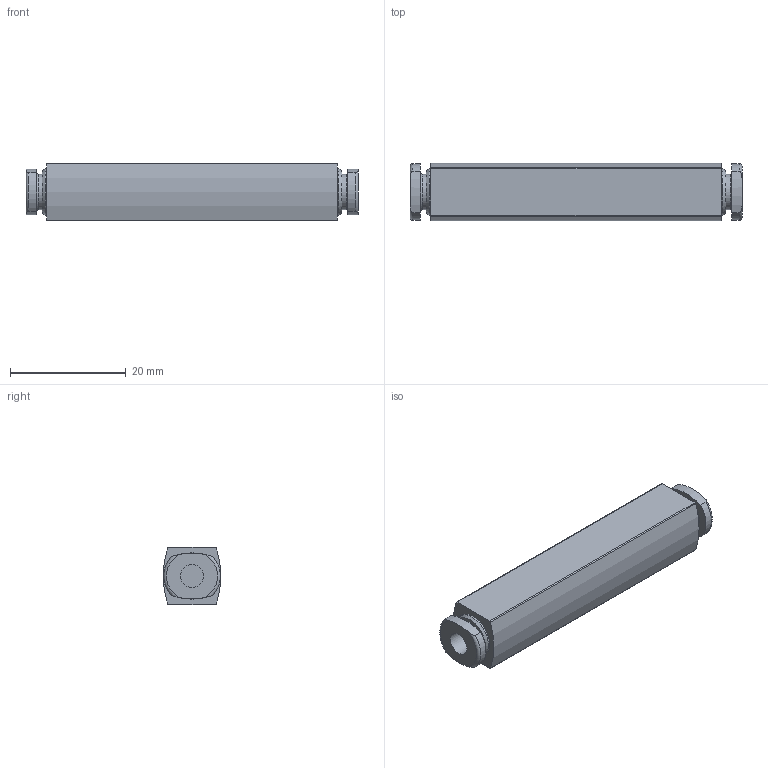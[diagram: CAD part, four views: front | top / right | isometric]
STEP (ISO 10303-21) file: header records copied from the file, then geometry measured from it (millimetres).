
FILE_DESCRIPTION(/* description */ ('STEP AP214'),/* implementation_level */ '2;1');
FILE_NAME(/* name */ '193580_VN-05-M-I2-PQ1-VQ1',/* time_stamp */ '2024-09-16T23:34:18+02:00',/* author */ ('License CC BY-ND 4.0'),/* organization */ ('CADENAS'),/* preprocessor_version */ 'ST-DEVELOPER v19.3',/* originating_system */ 'PARTsolutions',/* authorisation */ ' ');
FILE_SCHEMA (('AUTOMOTIVE_DESIGN {1 0 10303 214 3 1 1}'));
Length unit declared in the file: millimetre
Products named in the file (1): 193580 VN-05-M-I2-PQ1-VQ1
Bounding box: 57.4 x 10 x 10 mm (x, y, z)
Volume: 5018.2 mm3; surface area: 2436.4 mm2
Topology: 1 solids, 1 shells, 40 faces, 87 edges, 57 vertices
Faces by surface type: cylinder 20, plane 12, torus 6, cone 2
Full cylindrical faces by diameter (mm): 4 x2, 6.1 x2, 8 x2
Entity records: 1388 total; most frequent: CARTESIAN_POINT 217, DIRECTION 198, ORIENTED_EDGE 152, AXIS2_PLACEMENT_3D 89, EDGE_CURVE 76, EDGE_LOOP 58, FACE_BOUND 58, VERTEX_POINT 56
